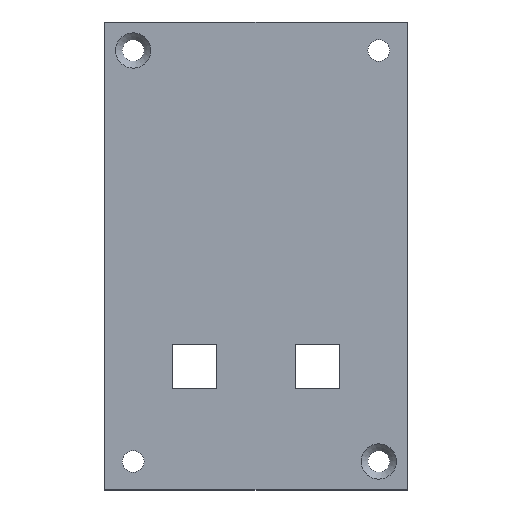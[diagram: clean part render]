
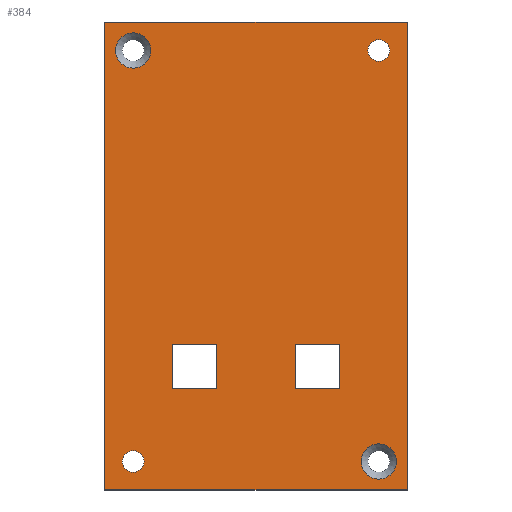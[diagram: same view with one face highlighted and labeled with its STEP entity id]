
A CAD part, top view. The second image highlights one B-rep face of the part: STEP entity #384.
In plain terms, the highlighted planar face has unit normal (0, 0, 1).
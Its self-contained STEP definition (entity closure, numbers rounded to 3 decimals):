
#19=FACE_BOUND('',#67,.T.);
#20=FACE_BOUND('',#68,.T.);
#21=FACE_BOUND('',#69,.T.);
#22=FACE_BOUND('',#70,.T.);
#23=FACE_BOUND('',#71,.T.);
#24=FACE_BOUND('',#72,.T.);
#31=PLANE('',#420);
#46=FACE_OUTER_BOUND('',#66,.T.);
#66=EDGE_LOOP('',(#281,#282,#283,#284));
#67=EDGE_LOOP('',(#285));
#68=EDGE_LOOP('',(#286));
#69=EDGE_LOOP('',(#287,#288,#289,#290));
#70=EDGE_LOOP('',(#291,#292,#293,#294));
#71=EDGE_LOOP('',(#295));
#72=EDGE_LOOP('',(#296));
#98=LINE('',#561,#140);
#99=LINE('',#563,#141);
#100=LINE('',#565,#142);
#101=LINE('',#566,#143);
#102=LINE('',#573,#144);
#103=LINE('',#575,#145);
#104=LINE('',#577,#146);
#105=LINE('',#578,#147);
#106=LINE('',#581,#148);
#107=LINE('',#583,#149);
#108=LINE('',#585,#150);
#109=LINE('',#586,#151);
#140=VECTOR('',#458,10.);
#141=VECTOR('',#459,10.);
#142=VECTOR('',#460,10.);
#143=VECTOR('',#461,10.);
#144=VECTOR('',#466,10.);
#145=VECTOR('',#467,10.);
#146=VECTOR('',#468,10.);
#147=VECTOR('',#469,10.);
#148=VECTOR('',#470,10.);
#149=VECTOR('',#471,10.);
#150=VECTOR('',#472,10.);
#151=VECTOR('',#473,10.);
#181=CIRCLE('',#418,2.6);
#183=CIRCLE('',#421,2.6);
#184=CIRCLE('',#422,1.6);
#185=CIRCLE('',#423,1.6);
#191=VERTEX_POINT('',#553);
#193=VERTEX_POINT('',#559);
#194=VERTEX_POINT('',#560);
#195=VERTEX_POINT('',#562);
#196=VERTEX_POINT('',#564);
#197=VERTEX_POINT('',#567);
#198=VERTEX_POINT('',#569);
#199=VERTEX_POINT('',#571);
#200=VERTEX_POINT('',#572);
#201=VERTEX_POINT('',#574);
#202=VERTEX_POINT('',#576);
#203=VERTEX_POINT('',#579);
#204=VERTEX_POINT('',#580);
#205=VERTEX_POINT('',#582);
#206=VERTEX_POINT('',#584);
#207=VERTEX_POINT('',#587);
#225=EDGE_CURVE('',#191,#191,#181,.T.);
#228=EDGE_CURVE('',#193,#194,#98,.T.);
#229=EDGE_CURVE('',#194,#195,#99,.T.);
#230=EDGE_CURVE('',#195,#196,#100,.T.);
#231=EDGE_CURVE('',#196,#193,#101,.T.);
#232=EDGE_CURVE('',#197,#197,#183,.T.);
#233=EDGE_CURVE('',#198,#198,#184,.T.);
#234=EDGE_CURVE('',#199,#200,#102,.T.);
#235=EDGE_CURVE('',#200,#201,#103,.T.);
#236=EDGE_CURVE('',#201,#202,#104,.T.);
#237=EDGE_CURVE('',#202,#199,#105,.T.);
#238=EDGE_CURVE('',#203,#204,#106,.T.);
#239=EDGE_CURVE('',#204,#205,#107,.T.);
#240=EDGE_CURVE('',#205,#206,#108,.T.);
#241=EDGE_CURVE('',#206,#203,#109,.T.);
#242=EDGE_CURVE('',#207,#207,#185,.T.);
#281=ORIENTED_EDGE('',*,*,#228,.T.);
#282=ORIENTED_EDGE('',*,*,#229,.T.);
#283=ORIENTED_EDGE('',*,*,#230,.T.);
#284=ORIENTED_EDGE('',*,*,#231,.T.);
#285=ORIENTED_EDGE('',*,*,#232,.F.);
#286=ORIENTED_EDGE('',*,*,#233,.T.);
#287=ORIENTED_EDGE('',*,*,#234,.T.);
#288=ORIENTED_EDGE('',*,*,#235,.T.);
#289=ORIENTED_EDGE('',*,*,#236,.T.);
#290=ORIENTED_EDGE('',*,*,#237,.T.);
#291=ORIENTED_EDGE('',*,*,#238,.T.);
#292=ORIENTED_EDGE('',*,*,#239,.T.);
#293=ORIENTED_EDGE('',*,*,#240,.T.);
#294=ORIENTED_EDGE('',*,*,#241,.T.);
#295=ORIENTED_EDGE('',*,*,#242,.T.);
#296=ORIENTED_EDGE('',*,*,#225,.F.);
#384=ADVANCED_FACE('',(#46,#19,#20,#21,#22,#23,#24),#31,.T.);
#418=AXIS2_PLACEMENT_3D('',#554,#451,#452);
#420=AXIS2_PLACEMENT_3D('',#558,#456,#457);
#421=AXIS2_PLACEMENT_3D('',#568,#462,#463);
#422=AXIS2_PLACEMENT_3D('',#570,#464,#465);
#423=AXIS2_PLACEMENT_3D('',#588,#474,#475);
#451=DIRECTION('center_axis',(0.,0.,1.));
#452=DIRECTION('ref_axis',(1.,0.,0.));
#456=DIRECTION('center_axis',(0.,0.,1.));
#457=DIRECTION('ref_axis',(1.,0.,0.));
#458=DIRECTION('',(0.,-1.,0.));
#459=DIRECTION('',(1.,0.,0.));
#460=DIRECTION('',(0.,1.,0.));
#461=DIRECTION('',(-1.,0.,0.));
#462=DIRECTION('center_axis',(0.,0.,1.));
#463=DIRECTION('ref_axis',(1.,0.,0.));
#464=DIRECTION('center_axis',(0.,0.,-1.));
#465=DIRECTION('ref_axis',(1.,0.,0.));
#466=DIRECTION('',(0.,1.,0.));
#467=DIRECTION('',(1.,0.,0.));
#468=DIRECTION('',(0.,-1.,0.));
#469=DIRECTION('',(-1.,0.,0.));
#470=DIRECTION('',(0.,1.,0.));
#471=DIRECTION('',(1.,0.,0.));
#472=DIRECTION('',(0.,-1.,0.));
#473=DIRECTION('',(-1.,0.,0.));
#474=DIRECTION('center_axis',(0.,0.,-1.));
#475=DIRECTION('ref_axis',(1.,0.,0.));
#553=CARTESIAN_POINT('',(-20.7,30.292,17.5));
#554=CARTESIAN_POINT('Origin',(-18.1,30.292,17.5));
#558=CARTESIAN_POINT('Origin',(0.,0.,17.5));
#559=CARTESIAN_POINT('',(-22.3,34.492,17.5));
#560=CARTESIAN_POINT('',(-22.3,-34.492,17.5));
#561=CARTESIAN_POINT('',(-22.3,34.492,17.5));
#562=CARTESIAN_POINT('',(22.3,-34.492,17.5));
#563=CARTESIAN_POINT('',(-22.3,-34.492,17.5));
#564=CARTESIAN_POINT('',(22.3,34.492,17.5));
#565=CARTESIAN_POINT('',(22.3,-34.492,17.5));
#566=CARTESIAN_POINT('',(22.3,34.492,17.5));
#567=CARTESIAN_POINT('',(15.5,-30.292,17.5));
#568=CARTESIAN_POINT('Origin',(18.1,-30.292,17.5));
#569=CARTESIAN_POINT('',(-19.7,-30.292,17.5));
#570=CARTESIAN_POINT('Origin',(-18.1,-30.292,17.5));
#571=CARTESIAN_POINT('',(5.8,-19.492,17.5));
#572=CARTESIAN_POINT('',(5.8,-12.992,17.5));
#573=CARTESIAN_POINT('',(5.8,-12.992,17.5));
#574=CARTESIAN_POINT('',(12.3,-12.992,17.5));
#575=CARTESIAN_POINT('',(12.3,-12.992,17.5));
#576=CARTESIAN_POINT('',(12.3,-19.492,17.5));
#577=CARTESIAN_POINT('',(12.3,-19.492,17.5));
#578=CARTESIAN_POINT('',(5.8,-19.492,17.5));
#579=CARTESIAN_POINT('',(-12.3,-19.492,17.5));
#580=CARTESIAN_POINT('',(-12.3,-12.992,17.5));
#581=CARTESIAN_POINT('',(-12.3,-12.992,17.5));
#582=CARTESIAN_POINT('',(-5.8,-12.992,17.5));
#583=CARTESIAN_POINT('',(-5.8,-12.992,17.5));
#584=CARTESIAN_POINT('',(-5.8,-19.492,17.5));
#585=CARTESIAN_POINT('',(-5.8,-19.492,17.5));
#586=CARTESIAN_POINT('',(-12.3,-19.492,17.5));
#587=CARTESIAN_POINT('',(16.5,30.292,17.5));
#588=CARTESIAN_POINT('Origin',(18.1,30.292,17.5));
